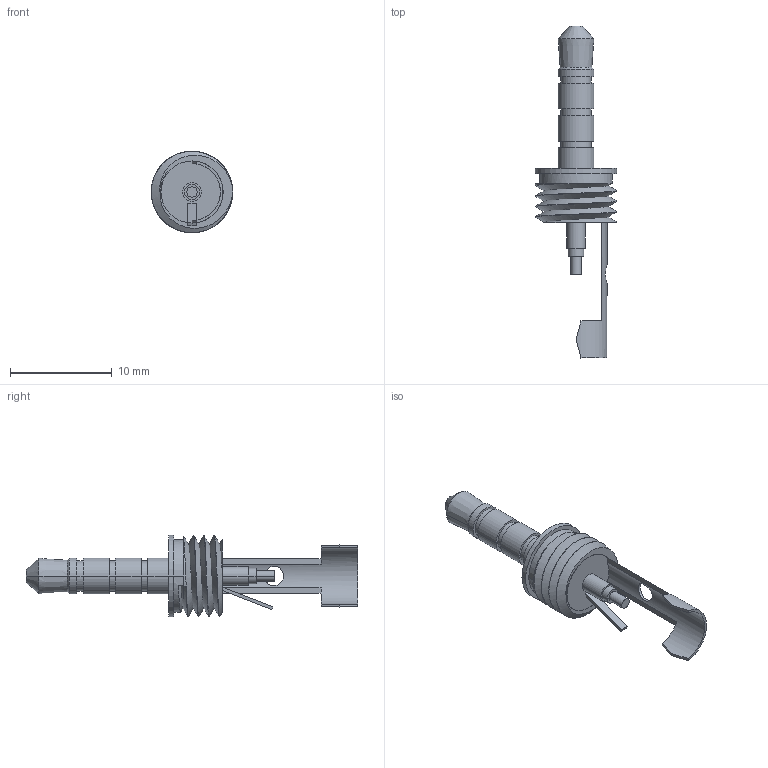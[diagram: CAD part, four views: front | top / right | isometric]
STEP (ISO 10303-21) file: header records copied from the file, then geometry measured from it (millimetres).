
FILE_DESCRIPTION (( 'STEP AP203' ), '1' );
FILE_NAME ('3.5mm Plug.step', '2019-10-07T21:22:04', ( '' ), ( '' ), 'SwSTEP 2.0', 'SolidWorks 2017', '' );
FILE_SCHEMA (( 'CONFIG_CONTROL_DESIGN' ));
Length unit declared in the file: inch
Products named in the file (1): 3.5mm Plug
Bounding box: 8 x 32.62 x 8 mm (x, y, z)
Volume: 364 mm3; surface area: 633.4 mm2
Topology: 1 solids, 1 shells, 77 faces, 179 edges, 117 vertices
Faces by surface type: cylinder 38, plane 31, cone 6, bspline 2
Entity records: 3408 total; most frequent: CARTESIAN_POINT 1583, DIRECTION 362, ORIENTED_EDGE 358, EDGE_CURVE 179, AXIS2_PLACEMENT_3D 145, VERTEX_POINT 117, EDGE_LOOP 92, ADVANCED_FACE 77
